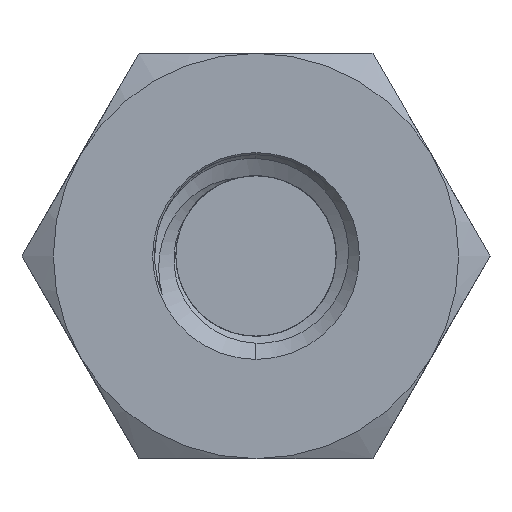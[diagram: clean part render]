
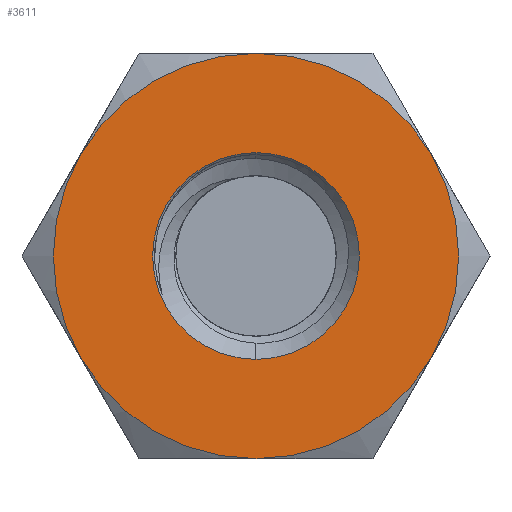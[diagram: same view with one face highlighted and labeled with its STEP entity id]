
A CAD part, left-side view. The second image highlights one B-rep face of the part: STEP entity #3611.
In plain terms, the highlighted planar face has unit normal (-1, 0, 0).
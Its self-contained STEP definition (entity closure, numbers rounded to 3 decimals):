
#20 = DIRECTION ( 'NONE',  ( 0., 0., -1. ) ) ;
#30 = AXIS2_PLACEMENT_3D ( 'NONE', #5729, #2312, #6274 ) ;
#69 = DIRECTION ( 'NONE',  ( 1., 0., 0. ) ) ;
#84 = ORIENTED_EDGE ( 'NONE', *, *, #4326, .F. ) ;
#95 = CARTESIAN_POINT ( 'NONE',  ( -30.5, 0., 0. ) ) ;
#120 = CARTESIAN_POINT ( 'NONE',  ( -30.5, 0., -2.551 ) ) ;
#398 = AXIS2_PLACEMENT_3D ( 'NONE', #4500, #4488, #4480 ) ;
#512 = CIRCLE ( 'NONE', #5320, 2.551 ) ;
#646 = AXIS2_PLACEMENT_3D ( 'NONE', #95, #69, #20 ) ;
#882 = ORIENTED_EDGE ( 'NONE', *, *, #7070, .F. ) ;
#1039 = CARTESIAN_POINT ( 'NONE',  ( -30.5, -4.33, -2.5 ) ) ;
#1223 = EDGE_CURVE ( 'NONE', #6290, #1792, #5342, .T. ) ;
#1242 = ORIENTED_EDGE ( 'NONE', *, *, #1223, .F. ) ;
#1331 = EDGE_CURVE ( 'NONE', #6959, #4072, #512, .T. ) ;
#1405 = CARTESIAN_POINT ( 'NONE',  ( -30.5, 0., 5. ) ) ;
#1468 = CIRCLE ( 'NONE', #4864, 5. ) ;
#1757 = EDGE_LOOP ( 'NONE', ( #5780, #2105, #5801, #84, #5772, #1242 ) ) ;
#1792 = VERTEX_POINT ( 'NONE', #6563 ) ;
#2105 = ORIENTED_EDGE ( 'NONE', *, *, #3885, .F. ) ;
#2312 = DIRECTION ( 'NONE',  ( -1., 0., 0. ) ) ;
#2560 = AXIS2_PLACEMENT_3D ( 'NONE', #6705, #7094, #6642 ) ;
#2808 = AXIS2_PLACEMENT_3D ( 'NONE', #3495, #7335, #4096 ) ;
#2930 = CIRCLE ( 'NONE', #5588, 5. ) ;
#2976 = VERTEX_POINT ( 'NONE', #4601 ) ;
#3053 = VERTEX_POINT ( 'NONE', #3590 ) ;
#3374 = CIRCLE ( 'NONE', #2808, 5. ) ;
#3495 = CARTESIAN_POINT ( 'NONE',  ( -30.5, 0., 0. ) ) ;
#3590 = CARTESIAN_POINT ( 'NONE',  ( -30.5, 0., -5. ) ) ;
#3611 = ADVANCED_FACE ( 'NONE', ( #4992, #6442 ), #6664, .F. ) ;
#3635 = DIRECTION ( 'NONE',  ( 1., 0., 0. ) ) ;
#3719 = EDGE_CURVE ( 'NONE', #2976, #6780, #1468, .T. ) ;
#3807 = CARTESIAN_POINT ( 'NONE',  ( -30.5, 0., 0. ) ) ;
#3822 = EDGE_CURVE ( 'NONE', #5365, #1792, #2930, .T. ) ;
#3885 = EDGE_CURVE ( 'NONE', #6780, #3053, #7181, .T. ) ;
#4072 = VERTEX_POINT ( 'NONE', #120 ) ;
#4096 = DIRECTION ( 'NONE',  ( 0., 0., -1. ) ) ;
#4326 = EDGE_CURVE ( 'NONE', #5365, #2976, #4549, .T. ) ;
#4480 = DIRECTION ( 'NONE',  ( 0., 0., -1. ) ) ;
#4488 = DIRECTION ( 'NONE',  ( 1., 0., 0. ) ) ;
#4500 = CARTESIAN_POINT ( 'NONE',  ( -30.5, 0., 0. ) ) ;
#4549 = CIRCLE ( 'NONE', #646, 5. ) ;
#4559 = DIRECTION ( 'NONE',  ( 0., 0., 1. ) ) ;
#4573 = DIRECTION ( 'NONE',  ( -1., 0., 0. ) ) ;
#4581 = CARTESIAN_POINT ( 'NONE',  ( -30.5, 0., 0. ) ) ;
#4601 = CARTESIAN_POINT ( 'NONE',  ( -30.5, -4.33, 2.5 ) ) ;
#4864 = AXIS2_PLACEMENT_3D ( 'NONE', #5136, #5125, #5117 ) ;
#4887 = CIRCLE ( 'NONE', #30, 2.551 ) ;
#4949 = AXIS2_PLACEMENT_3D ( 'NONE', #3807, #3635, #5314 ) ;
#4992 = FACE_BOUND ( 'NONE', #7353, .T. ) ;
#5117 = DIRECTION ( 'NONE',  ( 0., 0., -1. ) ) ;
#5125 = DIRECTION ( 'NONE',  ( 1., 0., 0. ) ) ;
#5136 = CARTESIAN_POINT ( 'NONE',  ( -30.5, 0., 0. ) ) ;
#5314 = DIRECTION ( 'NONE',  ( 0., 0., -1. ) ) ;
#5320 = AXIS2_PLACEMENT_3D ( 'NONE', #6382, #6418, #6587 ) ;
#5342 = CIRCLE ( 'NONE', #4949, 5. ) ;
#5365 = VERTEX_POINT ( 'NONE', #1405 ) ;
#5588 = AXIS2_PLACEMENT_3D ( 'NONE', #4581, #4573, #4559 ) ;
#5729 = CARTESIAN_POINT ( 'NONE',  ( -30.5, 0., 0. ) ) ;
#5751 = CARTESIAN_POINT ( 'NONE',  ( -30.5, 4.33, -2.5 ) ) ;
#5772 = ORIENTED_EDGE ( 'NONE', *, *, #3822, .T. ) ;
#5780 = ORIENTED_EDGE ( 'NONE', *, *, #7077, .F. ) ;
#5801 = ORIENTED_EDGE ( 'NONE', *, *, #3719, .F. ) ;
#6177 = ORIENTED_EDGE ( 'NONE', *, *, #1331, .F. ) ;
#6202 = CARTESIAN_POINT ( 'NONE',  ( -30.5, 0., 2.551 ) ) ;
#6274 = DIRECTION ( 'NONE',  ( 0., 0., 1. ) ) ;
#6290 = VERTEX_POINT ( 'NONE', #5751 ) ;
#6382 = CARTESIAN_POINT ( 'NONE',  ( -30.5, 0., 0. ) ) ;
#6418 = DIRECTION ( 'NONE',  ( -1., 0., 0. ) ) ;
#6442 = FACE_OUTER_BOUND ( 'NONE', #1757, .T. ) ;
#6563 = CARTESIAN_POINT ( 'NONE',  ( -30.5, 4.33, 2.5 ) ) ;
#6587 = DIRECTION ( 'NONE',  ( 0., 0., 1. ) ) ;
#6642 = DIRECTION ( 'NONE',  ( 0., 0., -1. ) ) ;
#6664 = PLANE ( 'NONE',  #2560 ) ;
#6705 = CARTESIAN_POINT ( 'NONE',  ( -30.5, 5.774, 0. ) ) ;
#6780 = VERTEX_POINT ( 'NONE', #1039 ) ;
#6959 = VERTEX_POINT ( 'NONE', #6202 ) ;
#7070 = EDGE_CURVE ( 'NONE', #4072, #6959, #4887, .T. ) ;
#7077 = EDGE_CURVE ( 'NONE', #3053, #6290, #3374, .T. ) ;
#7094 = DIRECTION ( 'NONE',  ( 1., 0., 0. ) ) ;
#7181 = CIRCLE ( 'NONE', #398, 5. ) ;
#7335 = DIRECTION ( 'NONE',  ( 1., 0., 0. ) ) ;
#7353 = EDGE_LOOP ( 'NONE', ( #6177, #882 ) ) ;
